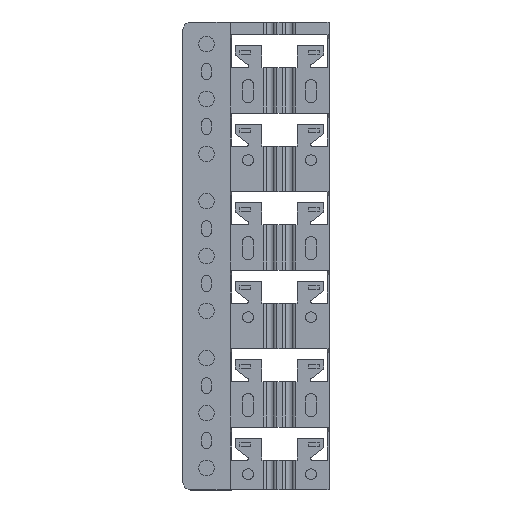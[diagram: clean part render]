
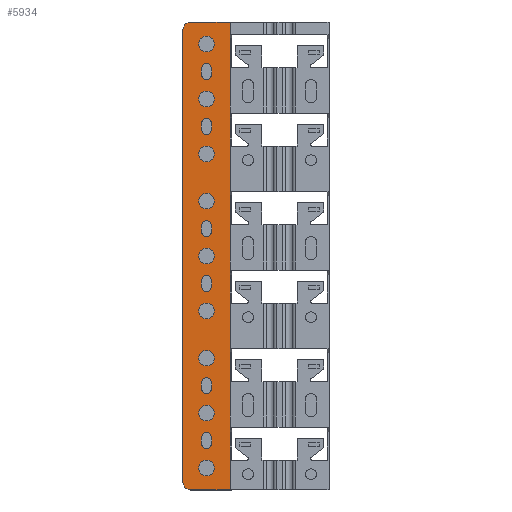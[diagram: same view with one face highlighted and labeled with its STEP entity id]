
A CAD part, top view. The second image highlights one B-rep face of the part: STEP entity #5934.
In plain terms, the highlighted planar face has unit normal (0, 0, 1).
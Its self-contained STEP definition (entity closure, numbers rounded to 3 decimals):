
#387=CIRCLE('',#6299,5.);
#388=CIRCLE('',#6300,5.);
#566=FACE_OUTER_BOUND('',#862,.T.);
#862=EDGE_LOOP('',(#4437,#4438,#4439,#4440,#4441,#4442));
#1147=LINE('',#8478,#1835);
#1240=LINE('',#8720,#1928);
#1311=LINE('',#8892,#1999);
#1362=LINE('',#9016,#2050);
#1835=VECTOR('',#6745,1000.);
#1928=VECTOR('',#6914,1000.);
#1999=VECTOR('',#7033,1.);
#2050=VECTOR('',#7138,1000.);
#2525=VERTEX_POINT('',#8475);
#2526=VERTEX_POINT('',#8477);
#2636=VERTEX_POINT('',#8717);
#2637=VERTEX_POINT('',#8719);
#2759=VERTEX_POINT('',#9014);
#2760=VERTEX_POINT('',#9015);
#3203=EDGE_CURVE('',#2526,#2525,#1147,.T.);
#3324=EDGE_CURVE('',#2636,#2637,#1240,.T.);
#3413=EDGE_CURVE('',#2526,#2636,#1311,.T.);
#3482=EDGE_CURVE('',#2759,#2760,#1362,.T.);
#3486=EDGE_CURVE('',#2759,#2637,#387,.T.);
#3487=EDGE_CURVE('',#2525,#2760,#388,.T.);
#4437=ORIENTED_EDGE('',*,*,#3482,.F.);
#4438=ORIENTED_EDGE('',*,*,#3486,.T.);
#4439=ORIENTED_EDGE('',*,*,#3324,.F.);
#4440=ORIENTED_EDGE('',*,*,#3413,.F.);
#4441=ORIENTED_EDGE('',*,*,#3203,.T.);
#4442=ORIENTED_EDGE('',*,*,#3487,.T.);
#5703=PLANE('',#6298);
#5934=ADVANCED_FACE('',(#566),#5703,.F.);
#6298=AXIS2_PLACEMENT_3D('',#9022,#7142,#7143);
#6299=AXIS2_PLACEMENT_3D('',#9023,#7144,#7145);
#6300=AXIS2_PLACEMENT_3D('',#9024,#7146,#7147);
#6745=DIRECTION('',(-1.,0.,0.));
#6914=DIRECTION('',(-1.,0.,0.));
#7033=DIRECTION('',(0.,-1.,0.));
#7138=DIRECTION('',(0.,1.,0.));
#7142=DIRECTION('center_axis',(0.,0.,
-1.));
#7143=DIRECTION('ref_axis',(0.,-1.,0.));
#7144=DIRECTION('center_axis',(0.,0.,
1.));
#7145=DIRECTION('ref_axis',(0.,-1.,0.));
#7146=DIRECTION('center_axis',(0.,0.,
1.));
#7147=DIRECTION('ref_axis',(0.,-1.,0.));
#8475=CARTESIAN_POINT('',(7.538,297.008,1.2));
#8477=CARTESIAN_POINT('',(32.538,297.008,1.2));
#8478=CARTESIAN_POINT('',(32.538,297.008,1.2));
#8717=CARTESIAN_POINT('',(32.538,-0.992,1.2));
#8719=CARTESIAN_POINT('',(7.538,-0.992,1.2));
#8720=CARTESIAN_POINT('',(32.538,-0.992,1.2));
#8892=CARTESIAN_POINT('',(32.538,-0.992,1.2));
#9014=CARTESIAN_POINT('',(2.538,4.008,1.2));
#9015=CARTESIAN_POINT('',(2.538,292.008,1.2));
#9016=CARTESIAN_POINT('',(2.538,-0.992,1.2));
#9022=CARTESIAN_POINT('Origin',(32.538,-0.992,1.2));
#9023=CARTESIAN_POINT('Origin',(7.538,4.008,1.2));
#9024=CARTESIAN_POINT('Origin',(7.538,292.008,1.2));
